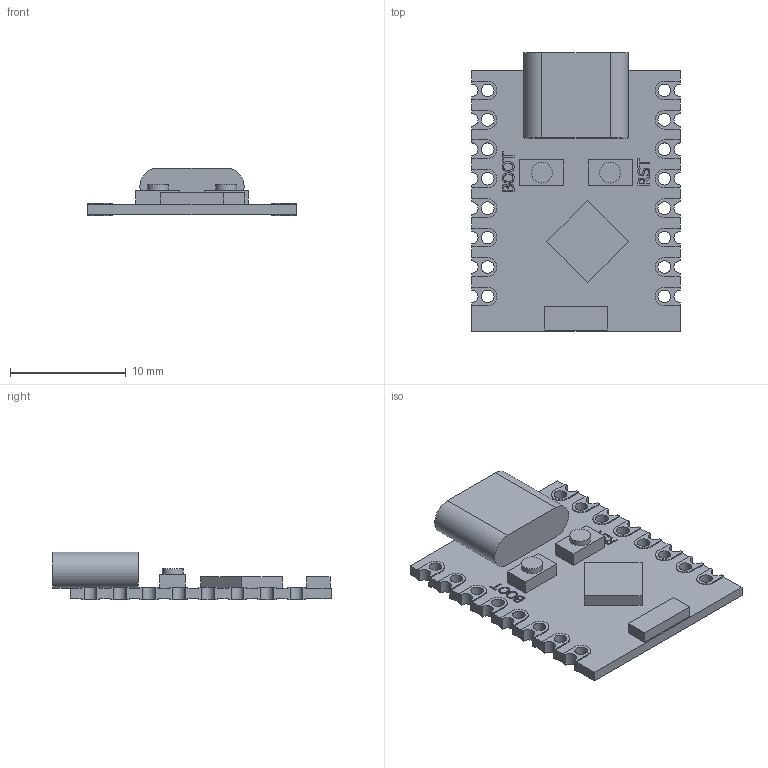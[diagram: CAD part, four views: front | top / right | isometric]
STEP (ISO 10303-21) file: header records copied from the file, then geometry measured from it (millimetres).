
FILE_DESCRIPTION(/* description */ ('','CAx-IF Rec.Pracs.---Representation and Presentation of Product Manufacturing Information (PMI)---4.0---2014-10-13'),/* implementation_level */ '2;1');
FILE_NAME(/* name */ 'ESP32C3-SuperMini.stp',/* time_stamp */ '2024-01-03T14:11:18+01:00',/* author */ ('Mr Me'),/* organization */ (''),/* preprocessor_version */ 'ST-DEVELOPER v18.1',/* originating_system */ 'Autodesk Inventor 2020',/* authorisation */ '');
FILE_SCHEMA (('AP242_MANAGED_MODEL_BASED_3D_ENGINEERING_MIM_LF { 1 0 10303 442 1 1 4 }'));
Length unit declared in the file: millimetre
Products named in the file (1): ESP32C3-SuperMini
Bounding box: 18 x 24.02 x 4.12 mm (x, y, z)
Volume: 505.4 mm3; surface area: 1352.6 mm2
Topology: 1 solids, 1 shells, 340 faces, 1058 edges, 817 vertices
Faces by surface type: plane 203, cylinder 72, bspline 65
Full cylindrical faces by diameter (mm): 1.1 x16, 1.8 x2
Entity records: 12564 total; most frequent: CARTESIAN_POINT 3210, ORIENTED_EDGE 1944, DIRECTION 1638, EDGE_CURVE 972, LINE 678, VECTOR 678, VERTEX_POINT 654, AXIS2_PLACEMENT_3D 480
